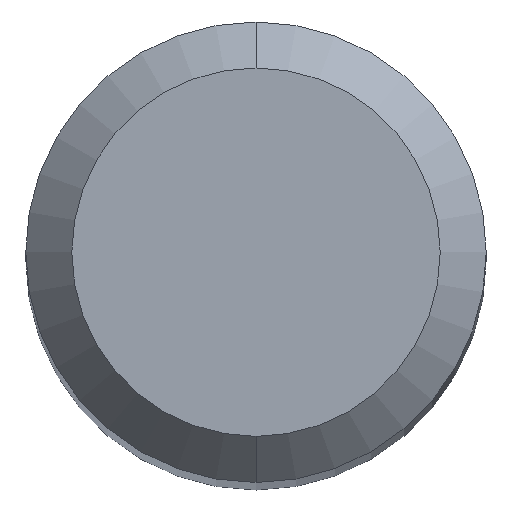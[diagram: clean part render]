
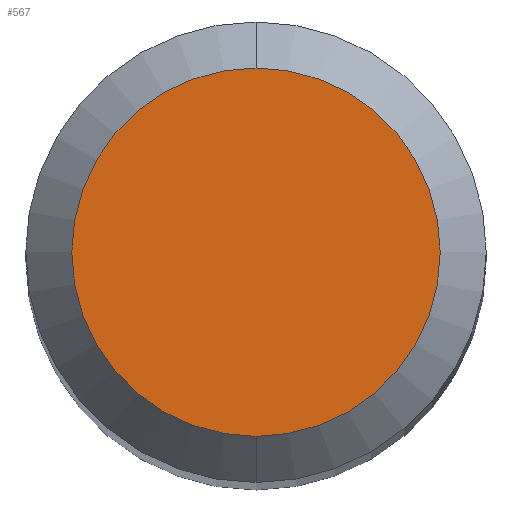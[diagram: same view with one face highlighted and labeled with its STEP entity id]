
A CAD part, top view. The second image highlights one B-rep face of the part: STEP entity #567.
In plain terms, the highlighted planar face has unit normal (0, 0, 1).
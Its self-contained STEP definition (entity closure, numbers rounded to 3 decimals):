
#407=VERTEX_POINT('',#1001);
#477=EDGE_CURVE('',#587,#407,#1077,.T.);
#567=ADVANCED_FACE('',(#1174),#1175,.T.);
#587=VERTEX_POINT('',#1198);
#703=EDGE_CURVE('',#407,#587,#1326,.T.);
#1001=CARTESIAN_POINT('',(0.,-1.2,0.0));
#1077=CIRCLE('',#2429,1.2);
#1174=FACE_OUTER_BOUND('',#2670,.T.);
#1175=PLANE('',#2671);
#1198=CARTESIAN_POINT('',(0.0,1.2,0.0));
#1326=CIRCLE('',#4183,1.2);
#2429=AXIS2_PLACEMENT_3D('',#4940,#4941,#4942);
#2670=EDGE_LOOP('',(#5034,#5035));
#2671=AXIS2_PLACEMENT_3D('',#5036,#5037,#5038);
#4183=AXIS2_PLACEMENT_3D('',#5228,#5229,#5230);
#4940=CARTESIAN_POINT('',(0.0,0.0,0.0));
#4941=DIRECTION('',(0.0,0.0,-1.0));
#4942=DIRECTION('',(0.0,1.0,0.0));
#5034=ORIENTED_EDGE('',*,*,#477,.F.);
#5035=ORIENTED_EDGE('',*,*,#703,.F.);
#5036=CARTESIAN_POINT('',(0.0,0.6,0.0));
#5037=DIRECTION('',(-0.0,0.0,1.0));
#5038=DIRECTION('',(0.0,-1.0,0.0));
#5228=CARTESIAN_POINT('',(0.0,0.0,0.0));
#5229=DIRECTION('',(0.0,0.0,-1.0));
#5230=DIRECTION('',(0.0,1.0,0.0));
